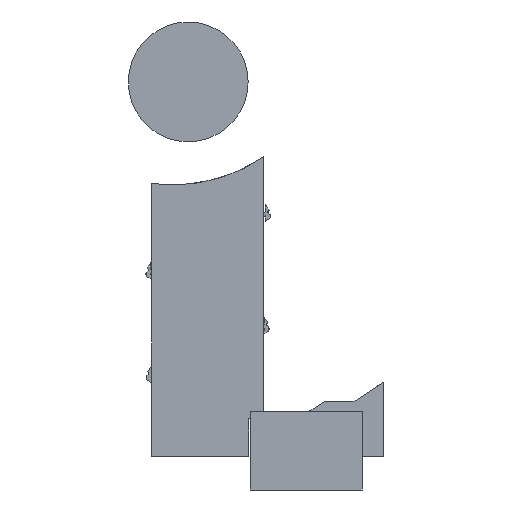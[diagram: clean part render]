
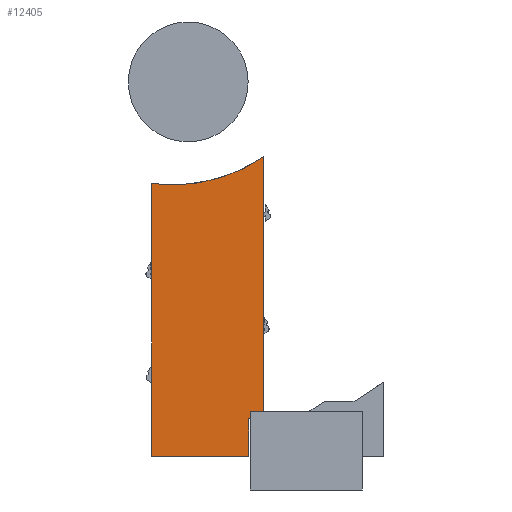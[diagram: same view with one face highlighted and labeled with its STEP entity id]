
A CAD part, front view. The second image highlights one B-rep face of the part: STEP entity #12405.
In plain terms, the highlighted face is planar.
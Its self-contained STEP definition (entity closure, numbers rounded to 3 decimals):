
#614=CIRCLE('',#13245,216.274);
#1423=PLANE('',#13244);
#1796=FACE_OUTER_BOUND('',#2484,.T.);
#2484=EDGE_LOOP('',(#8779,#8780,#8781,#8782,#8783,#8784));
#3379=LINE('',#18626,#4453);
#3380=LINE('',#18628,#4454);
#3381=LINE('',#18630,#4455);
#3382=LINE('',#18634,#4456);
#3383=LINE('',#18635,#4457);
#4453=VECTOR('',#14666,10.);
#4454=VECTOR('',#14667,10.);
#4455=VECTOR('',#14668,10.);
#4456=VECTOR('',#14671,10.);
#4457=VECTOR('',#14672,10.);
#5586=VERTEX_POINT('',#18624);
#5587=VERTEX_POINT('',#18625);
#5588=VERTEX_POINT('',#18627);
#5589=VERTEX_POINT('',#18629);
#5590=VERTEX_POINT('',#18631);
#5591=VERTEX_POINT('',#18633);
#6842=EDGE_CURVE('',#5586,#5587,#3379,.T.);
#6843=EDGE_CURVE('',#5588,#5587,#3380,.T.);
#6844=EDGE_CURVE('',#5588,#5589,#3381,.T.);
#6845=EDGE_CURVE('',#5589,#5590,#614,.T.);
#6846=EDGE_CURVE('',#5591,#5590,#3382,.T.);
#6847=EDGE_CURVE('',#5591,#5586,#3383,.T.);
#8779=ORIENTED_EDGE('',*,*,#6842,.T.);
#8780=ORIENTED_EDGE('',*,*,#6843,.F.);
#8781=ORIENTED_EDGE('',*,*,#6844,.T.);
#8782=ORIENTED_EDGE('',*,*,#6845,.T.);
#8783=ORIENTED_EDGE('',*,*,#6846,.F.);
#8784=ORIENTED_EDGE('',*,*,#6847,.T.);
#12405=ADVANCED_FACE('',(#1796),#1423,.T.);
#13244=AXIS2_PLACEMENT_3D('',#18623,#14664,#14665);
#13245=AXIS2_PLACEMENT_3D('',#18632,#14669,#14670);
#14664=DIRECTION('center_axis',(1.,0.,0.));
#14665=DIRECTION('ref_axis',(0.,1.,0.));
#14666=DIRECTION('',(0.,0.,1.));
#14667=DIRECTION('',(0.,-1.,0.));
#14668=DIRECTION('',(0.,0.,1.));
#14669=DIRECTION('center_axis',(-1.,0.,0.));
#14670=DIRECTION('ref_axis',(0.,-0.13,-0.992));
#14671=DIRECTION('',(0.,0.,1.));
#14672=DIRECTION('',(0.,1.,0.));
#18623=CARTESIAN_POINT('Origin',(31.,-75.,0.));
#18624=CARTESIAN_POINT('',(31.,55.,0.));
#18625=CARTESIAN_POINT('',(31.,55.,50.));
#18626=CARTESIAN_POINT('',(31.,55.,0.));
#18627=CARTESIAN_POINT('',(31.,75.,50.));
#18628=CARTESIAN_POINT('',(31.,0.,50.));
#18629=CARTESIAN_POINT('',(31.,75.,400.));
#18630=CARTESIAN_POINT('',(31.,75.,0.));
#18631=CARTESIAN_POINT('',(31.,-75.,364.222));
#18632=CARTESIAN_POINT('Origin',(31.,-46.881,578.66));
#18633=CARTESIAN_POINT('',(31.,-75.,0.));
#18634=CARTESIAN_POINT('',(31.,-75.,0.));
#18635=CARTESIAN_POINT('',(31.,-75.,0.));
